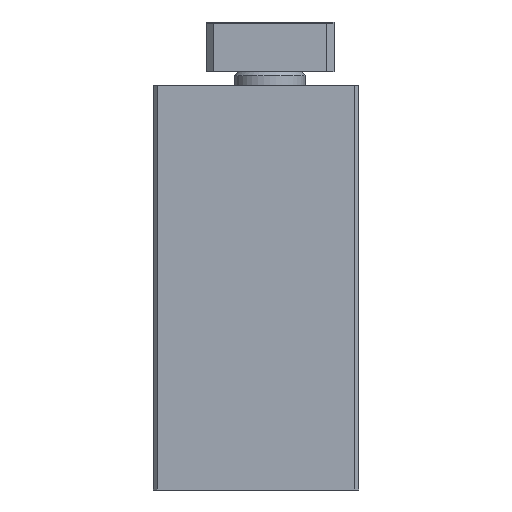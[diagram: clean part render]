
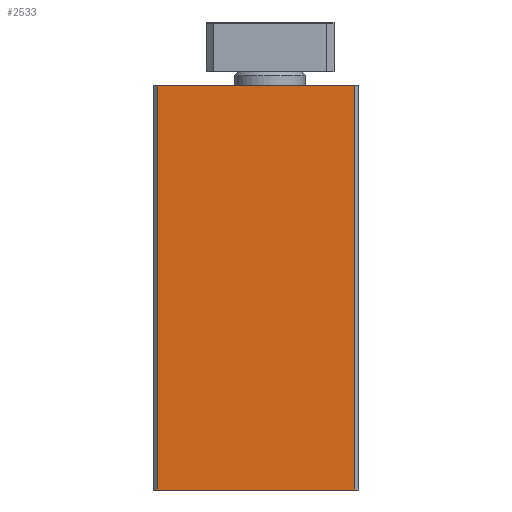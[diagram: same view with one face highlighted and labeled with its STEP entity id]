
A CAD part, left-side view. The second image highlights one B-rep face of the part: STEP entity #2533.
In plain terms, the highlighted face is planar.
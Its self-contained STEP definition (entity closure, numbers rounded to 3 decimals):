
#60=PLANE('',#2739);
#361=ORIENTED_EDGE('',*,*,#1052,.F.);
#362=ORIENTED_EDGE('',*,*,#1053,.F.);
#363=ORIENTED_EDGE('',*,*,#1054,.T.);
#364=ORIENTED_EDGE('',*,*,#1055,.T.);
#1052=EDGE_CURVE('',#1399,#1400,#1637,.T.);
#1053=EDGE_CURVE('',#1401,#1399,#1638,.T.);
#1054=EDGE_CURVE('',#1401,#1402,#1639,.T.);
#1055=EDGE_CURVE('',#1402,#1400,#1640,.T.);
#1399=VERTEX_POINT('',#4115);
#1400=VERTEX_POINT('',#4116);
#1401=VERTEX_POINT('',#4118);
#1402=VERTEX_POINT('',#4120);
#1637=LINE('',#4114,#1798);
#1638=LINE('',#4117,#1799);
#1639=LINE('',#4119,#1800);
#1640=LINE('',#4121,#1801);
#1798=VECTOR('',#3138,1000.);
#1799=VECTOR('',#3139,1000.);
#1800=VECTOR('',#3140,1000.);
#1801=VECTOR('',#3141,1000.);
#1968=EDGE_LOOP('',(#361,#362,#363,#364));
#2218=FACE_BOUND('',#1968,.T.);
#2533=ADVANCED_FACE('',(#2218),#60,.T.);
#2739=AXIS2_PLACEMENT_3D('',#4113,#3136,#3137);
#3136=DIRECTION('',(0.,0.,1.));
#3137=DIRECTION('',(1.,0.,0.));
#3138=DIRECTION('',(0.,-1.,0.));
#3139=DIRECTION('',(1.,0.,0.));
#3140=DIRECTION('',(0.,-1.,0.));
#3141=DIRECTION('',(1.,0.,0.));
#4113=CARTESIAN_POINT('',(-28.5,8.25,14.5));
#4114=CARTESIAN_POINT('',(0.,8.25,14.5));
#4115=CARTESIAN_POINT('',(0.,7.95,14.5));
#4116=CARTESIAN_POINT('',(0.,-5.95,14.5));
#4117=CARTESIAN_POINT('',(-28.5,7.95,14.5));
#4118=CARTESIAN_POINT('',(-28.5,7.95,14.5));
#4119=CARTESIAN_POINT('',(-28.5,8.25,14.5));
#4120=CARTESIAN_POINT('',(-28.5,-5.95,14.5));
#4121=CARTESIAN_POINT('',(-28.5,-5.95,14.5));
